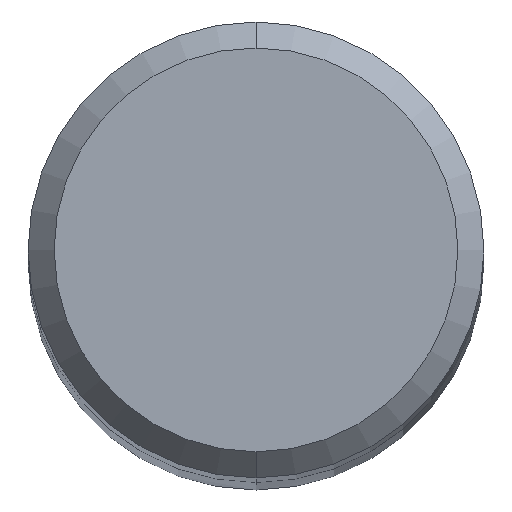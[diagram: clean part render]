
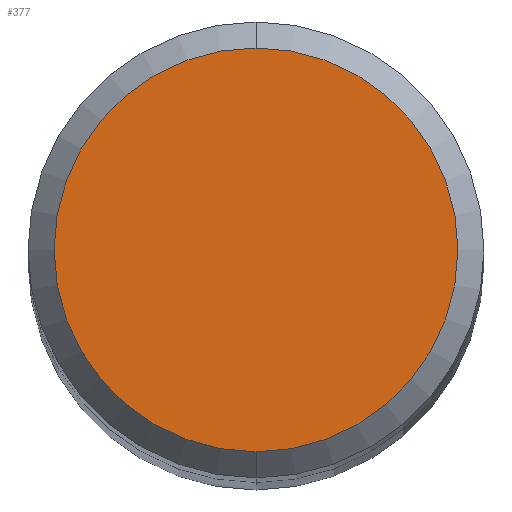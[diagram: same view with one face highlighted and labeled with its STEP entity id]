
A CAD part, top view. The second image highlights one B-rep face of the part: STEP entity #377.
In plain terms, the highlighted planar face has unit normal (0, 0, 1).
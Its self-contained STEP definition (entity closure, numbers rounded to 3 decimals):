
#257=VERTEX_POINT('',#529);
#271=VERTEX_POINT('',#545);
#359=EDGE_CURVE('',#271,#257,#639,.T.);
#361=EDGE_CURVE('',#257,#271,#641,.T.);
#377=ADVANCED_FACE('',(#659),#660,.T.);
#529=CARTESIAN_POINT('',(0.,-3.1,38.0));
#545=CARTESIAN_POINT('',(0.0,3.1,38.0));
#639=CIRCLE('',#1195,3.1);
#641=CIRCLE('',#1198,3.1);
#659=FACE_OUTER_BOUND('',#1248,.T.);
#660=PLANE('',#1249);
#1195=AXIS2_PLACEMENT_3D('',#1519,#1520,#1521);
#1198=AXIS2_PLACEMENT_3D('',#1522,#1523,#1524);
#1248=EDGE_LOOP('',(#1547,#1548));
#1249=AXIS2_PLACEMENT_3D('',#1549,#1550,#1551);
#1519=CARTESIAN_POINT('',(0.0,0.0,38.0));
#1520=DIRECTION('',(0.0,0.0,-1.0));
#1521=DIRECTION('',(0.0,1.0,0.0));
#1522=CARTESIAN_POINT('',(0.0,0.0,38.0));
#1523=DIRECTION('',(0.0,0.0,-1.0));
#1524=DIRECTION('',(0.0,1.0,0.0));
#1547=ORIENTED_EDGE('',*,*,#359,.F.);
#1548=ORIENTED_EDGE('',*,*,#361,.F.);
#1549=CARTESIAN_POINT('',(0.0,1.55,38.0));
#1550=DIRECTION('',(-0.0,0.0,1.0));
#1551=DIRECTION('',(0.0,-1.0,0.0));
